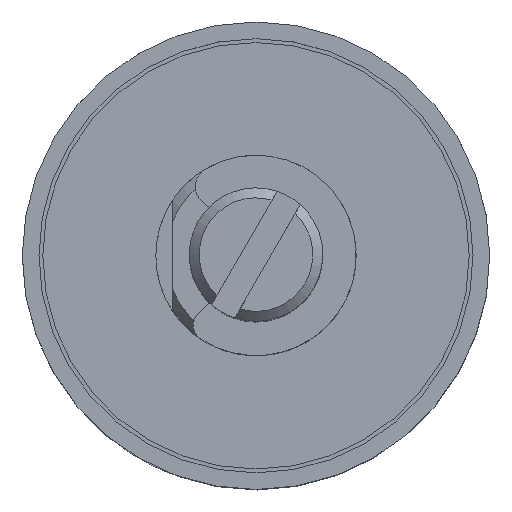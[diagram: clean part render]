
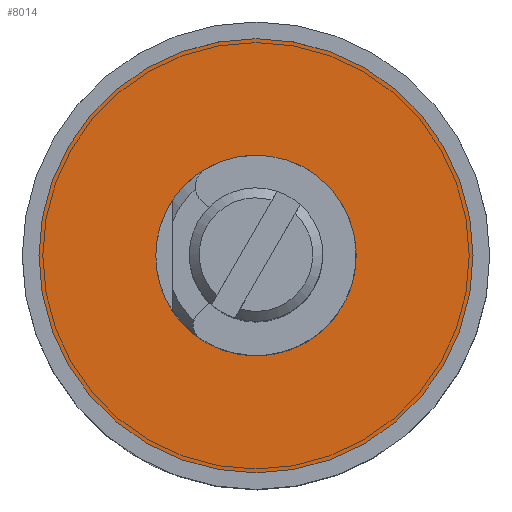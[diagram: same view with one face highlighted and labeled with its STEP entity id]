
A CAD part, top view. The second image highlights one B-rep face of the part: STEP entity #8014.
In plain terms, the highlighted planar face has unit normal (0, 0, 1).
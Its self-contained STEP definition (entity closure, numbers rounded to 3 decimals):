
#1254 = VERTEX_POINT ( 'NONE', #9285 ) ;
#1820 = CARTESIAN_POINT ( 'NONE',  ( 3., 0., 0.5 ) ) ;
#1861 = FACE_OUTER_BOUND ( 'NONE', #9453, .T. ) ;
#1862 = DIRECTION ( 'NONE',  ( 0., 0., -1. ) ) ;
#2006 = AXIS2_PLACEMENT_3D ( 'NONE', #5654, #8655, #4132 ) ;
#2346 = EDGE_CURVE ( 'NONE', #9050, #9050, #8685, .T. ) ;
#2468 = PLANE ( 'NONE',  #8308 ) ;
#4132 = DIRECTION ( 'NONE',  ( 1., 0., 0. ) ) ;
#4776 = DIRECTION ( 'NONE',  ( 1., 0., 0. ) ) ;
#5453 = EDGE_LOOP ( 'NONE', ( #8057 ) ) ;
#5654 = CARTESIAN_POINT ( 'NONE',  ( 0., 0., 0.5 ) ) ;
#5828 = EDGE_CURVE ( 'NONE', #1254, #1254, #9573, .T. ) ;
#6604 = AXIS2_PLACEMENT_3D ( 'NONE', #8807, #1862, #7190 ) ;
#7190 = DIRECTION ( 'NONE',  ( -1., 0., 0. ) ) ;
#7897 = FACE_BOUND ( 'NONE', #5453, .T. ) ;
#8014 = ADVANCED_FACE ( 'NONE', ( #7897, #1861 ), #2468, .T. ) ;
#8057 = ORIENTED_EDGE ( 'NONE', *, *, #2346, .T. ) ;
#8152 = ORIENTED_EDGE ( 'NONE', *, *, #5828, .T. ) ;
#8308 = AXIS2_PLACEMENT_3D ( 'NONE', #1820, #9298, #4776 ) ;
#8655 = DIRECTION ( 'NONE',  ( 0., 0., 1. ) ) ;
#8685 = CIRCLE ( 'NONE', #6604, 3. ) ;
#8807 = CARTESIAN_POINT ( 'NONE',  ( 0., 0., 0.5 ) ) ;
#9050 = VERTEX_POINT ( 'NONE', #9686 ) ;
#9285 = CARTESIAN_POINT ( 'NONE',  ( 6.5, 0., 0.5 ) ) ;
#9298 = DIRECTION ( 'NONE',  ( 0., 0., 1. ) ) ;
#9453 = EDGE_LOOP ( 'NONE', ( #8152 ) ) ;
#9573 = CIRCLE ( 'NONE', #2006, 6.5 ) ;
#9686 = CARTESIAN_POINT ( 'NONE',  ( -3., 0., 0.5 ) ) ;
